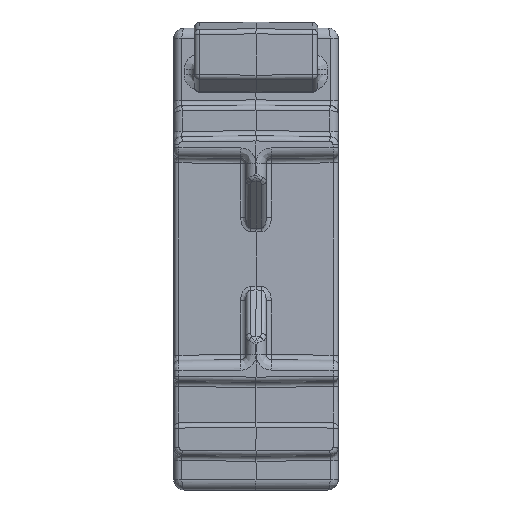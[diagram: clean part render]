
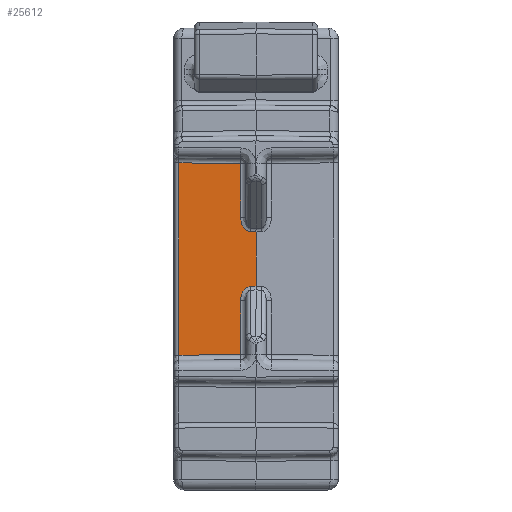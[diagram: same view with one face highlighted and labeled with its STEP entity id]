
A CAD part, front view. The second image highlights one B-rep face of the part: STEP entity #25612.
In plain terms, the highlighted planar face has unit normal (-0.009, -1, 0).
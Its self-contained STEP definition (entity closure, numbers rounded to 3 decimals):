
#591=B_SPLINE_CURVE_WITH_KNOTS('',3,(#37942,#37943,#37944,#37945,#37946),
 .UNSPECIFIED.,.F.,.F.,(4,1,4),(-6.287,-5.394,-4.725),
 .UNSPECIFIED.);
#592=B_SPLINE_CURVE_WITH_KNOTS('',3,(#37954,#37955,#37956,#37957,#37958,
#37959,#37960),.UNSPECIFIED.,.F.,.F.,(4,3,4),(-1.558,-0.666,
0.004),.UNSPECIFIED.);
#1493=FACE_OUTER_BOUND('',#2882,.T.);
#2882=EDGE_LOOP('',(#16667,#16668,#16669,#16670,#16671,#16672,#16673,#16674,
#16675,#16676));
#4205=LINE('',#36180,#7023);
#4395=LINE('',#37937,#7213);
#4396=LINE('',#37940,#7214);
#4397=LINE('',#37948,#7215);
#4398=LINE('',#37950,#7216);
#4399=LINE('',#37952,#7217);
#4400=LINE('',#37962,#7218);
#4401=LINE('',#37963,#7219);
#7023=VECTOR('',#29087,18.731);
#7213=VECTOR('',#29713,6.009);
#7214=VECTOR('',#29716,5.243);
#7215=VECTOR('',#29717,0.504);
#7216=VECTOR('',#29718,5.325);
#7217=VECTOR('',#29719,0.504);
#7218=VECTOR('',#29720,5.243);
#7219=VECTOR('',#29721,6.009);
#9857=VERTEX_POINT('',#36169);
#9858=VERTEX_POINT('',#36179);
#10076=VERTEX_POINT('',#37935);
#10077=VERTEX_POINT('',#37939);
#10078=VERTEX_POINT('',#37941);
#10079=VERTEX_POINT('',#37947);
#10080=VERTEX_POINT('',#37949);
#10081=VERTEX_POINT('',#37951);
#10082=VERTEX_POINT('',#37953);
#10083=VERTEX_POINT('',#37961);
#12236=EDGE_CURVE('',#9857,#9858,#4205,.T.);
#12595=EDGE_CURVE('',#9857,#10076,#4395,.T.);
#12596=EDGE_CURVE('',#10077,#10076,#4396,.T.);
#12597=EDGE_CURVE('',#10077,#10078,#591,.T.);
#12598=EDGE_CURVE('',#10079,#10078,#4397,.T.);
#12599=EDGE_CURVE('',#10080,#10079,#4398,.T.);
#12600=EDGE_CURVE('',#10081,#10080,#4399,.T.);
#12601=EDGE_CURVE('',#10081,#10082,#592,.T.);
#12602=EDGE_CURVE('',#10083,#10082,#4400,.T.);
#12603=EDGE_CURVE('',#10083,#9858,#4401,.T.);
#16667=ORIENTED_EDGE('',*,*,#12236,.F.);
#16668=ORIENTED_EDGE('',*,*,#12595,.T.);
#16669=ORIENTED_EDGE('',*,*,#12596,.F.);
#16670=ORIENTED_EDGE('',*,*,#12597,.T.);
#16671=ORIENTED_EDGE('',*,*,#12598,.F.);
#16672=ORIENTED_EDGE('',*,*,#12599,.F.);
#16673=ORIENTED_EDGE('',*,*,#12600,.F.);
#16674=ORIENTED_EDGE('',*,*,#12601,.T.);
#16675=ORIENTED_EDGE('',*,*,#12602,.F.);
#16676=ORIENTED_EDGE('',*,*,#12603,.T.);
#23092=PLANE('',#27126);
#25612=ADVANCED_FACE('',(#1493),#23092,.F.);
#27126=AXIS2_PLACEMENT_3D('',#37938,#29714,#29715);
#29087=DIRECTION('',(0.,0.,1.));
#29713=DIRECTION('',(1.,-0.009,0.009));
#29714=DIRECTION('center_axis',(0.009,1.,0.));
#29715=DIRECTION('ref_axis',(0.,0.,-1.));
#29716=DIRECTION('',(0.,0.,-1.));
#29717=DIRECTION('',(-1.,0.009,-0.004));
#29718=DIRECTION('',(0.,0.,-1.));
#29719=DIRECTION('',(1.,-0.009,-0.004));
#29720=DIRECTION('',(0.,0.,-1.));
#29721=DIRECTION('',(-1.,0.009,0.009));
#36169=CARTESIAN_POINT('',(-7.504,-8.435,-9.366));
#36179=CARTESIAN_POINT('',(-7.504,-8.435,9.366));
#36180=CARTESIAN_POINT('',(-7.504,-8.435,-9.366));
#37935=CARTESIAN_POINT('',(-1.496,-8.487,-9.313));
#37937=CARTESIAN_POINT('',(-7.504,-8.435,-9.366));
#37938=CARTESIAN_POINT('Origin',(0.,-8.5,-9.8));
#37939=CARTESIAN_POINT('',(-1.496,-8.487,-4.07));
#37940=CARTESIAN_POINT('',(-1.496,-8.487,-4.07));
#37941=CARTESIAN_POINT('',(-0.504,-8.496,-2.664));
#37942=CARTESIAN_POINT('Ctrl Pts',(-1.497,-8.487,
-4.07));
#37943=CARTESIAN_POINT('Ctrl Pts',(-1.497,-8.487,
-3.649));
#37944=CARTESIAN_POINT('Ctrl Pts',(-1.249,-8.489,
-2.921));
#37945=CARTESIAN_POINT('Ctrl Pts',(-0.728,-8.494,
-2.665));
#37946=CARTESIAN_POINT('Ctrl Pts',(-0.504,-8.496,
-2.664));
#37947=CARTESIAN_POINT('',(0.,-8.5,-2.663));
#37948=CARTESIAN_POINT('',(0.,-8.5,-2.663));
#37949=CARTESIAN_POINT('',(0.,-8.5,2.663));
#37950=CARTESIAN_POINT('',(0.,-8.5,2.664));
#37951=CARTESIAN_POINT('',(-0.504,-8.496,2.663));
#37952=CARTESIAN_POINT('',(-0.504,-8.496,2.665));
#37953=CARTESIAN_POINT('',(-1.498,-8.487,4.07));
#37954=CARTESIAN_POINT('Ctrl Pts',(-0.504,-8.496,
2.662));
#37955=CARTESIAN_POINT('Ctrl Pts',(-0.803,-8.493,
2.664));
#37956=CARTESIAN_POINT('Ctrl Pts',(-1.097,-8.49,
2.865));
#37957=CARTESIAN_POINT('Ctrl Pts',(-1.283,-8.489,
3.192));
#37958=CARTESIAN_POINT('Ctrl Pts',(-1.422,-8.488,
3.438));
#37959=CARTESIAN_POINT('Ctrl Pts',(-1.499,-8.487,
3.754));
#37960=CARTESIAN_POINT('Ctrl Pts',(-1.5,-8.487,
4.07));
#37961=CARTESIAN_POINT('',(-1.496,-8.487,9.313));
#37962=CARTESIAN_POINT('',(-1.496,-8.487,9.313));
#37963=CARTESIAN_POINT('',(-1.496,-8.487,9.313));
